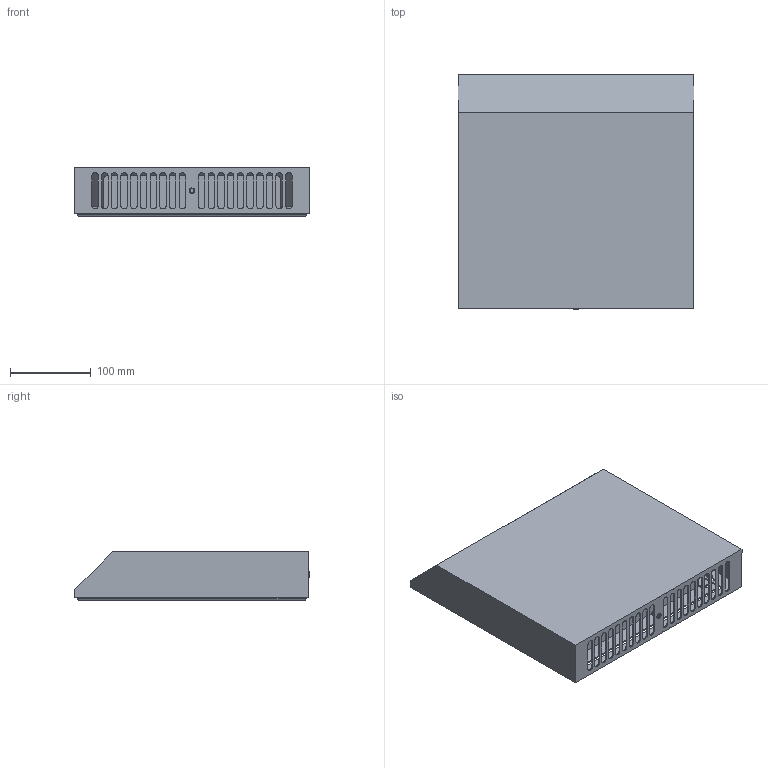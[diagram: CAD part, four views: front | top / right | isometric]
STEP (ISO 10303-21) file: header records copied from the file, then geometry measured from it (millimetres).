
FILE_DESCRIPTION (( 'STEP AP203' ), '1' );
FILE_NAME ('TI-00D-KZ-020-020 TITAN Êîæóõ çàùèòíûé âåíò. ðåøåòêè 204õ204 IP56 IEK.STEP', '2024-09-12T08:51:43', ( '' ), ( '' ), 'SwSTEP 2.0', 'SolidWorks 2022', '' );
FILE_SCHEMA (( 'CONFIG_CONTROL_DESIGN' ));
Length unit declared in the file: millimetre
Products named in the file (3): TI-00D-KZ-020-020 TITAN Кожух защитный вент. решетки 204х204 IP56 IEK; Рамка_204х204; Накладка_204х204
Assembly tree (2 placements, depth 2):
  TI-00D-KZ-020-020 TITAN Кожух защитный вент. решетки 204х204 IP56 IEK
    Рамка_204х204
    Накладка_204х204
Bounding box: 291.4 x 290.5 x 60 mm (x, y, z)
Volume: 273007.2 mm3; surface area: 364014 mm2
Topology: 6 solids, 6 shells, 203 faces, 549 edges, 364 vertices
Faces by surface type: plane 138, cylinder 65
Full cylindrical faces by diameter (mm): 5 x1, 6 x1, 6.5 x4, 7 x1
Entity records: 6713 total; most frequent: CARTESIAN_POINT 1134, ORIENTED_EDGE 1080, DIRECTION 1062, EDGE_CURVE 540, LINE 418, VECTOR 418, VERTEX_POINT 362, AXIS2_PLACEMENT_3D 322
